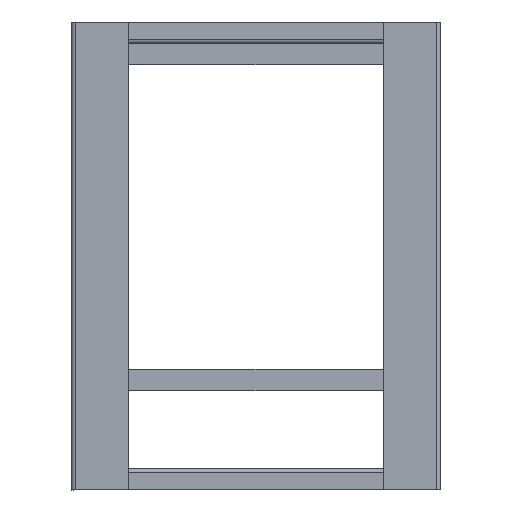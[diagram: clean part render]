
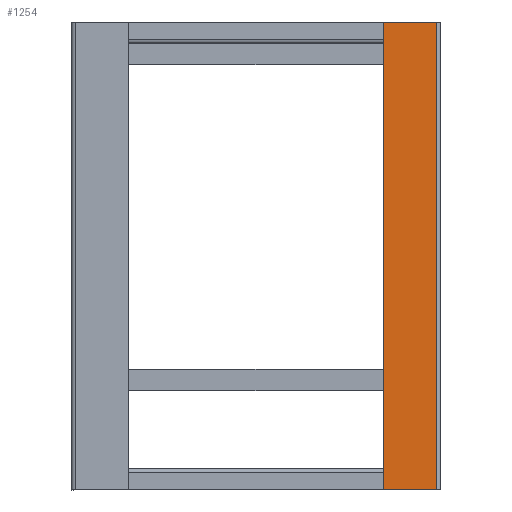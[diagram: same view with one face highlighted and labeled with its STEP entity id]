
A CAD part, front view. The second image highlights one B-rep face of the part: STEP entity #1254.
In plain terms, the highlighted planar face has unit normal (0, -1, 0).
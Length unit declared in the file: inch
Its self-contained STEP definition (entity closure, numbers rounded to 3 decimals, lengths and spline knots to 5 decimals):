
#177=LINE('',#2106,#309);
#179=LINE('',#2110,#311);
#180=LINE('',#2112,#312);
#181=LINE('',#2113,#313);
#309=VECTOR('',#1745,39.37008);
#311=VECTOR('',#1749,39.37008);
#312=VECTOR('',#1750,39.37008);
#313=VECTOR('',#1751,39.37008);
#378=PLANE('',#1438);
#472=FACE_OUTER_BOUND('',#568,.T.);
#568=EDGE_LOOP('',(#1131,#1132,#1133,#1134));
#695=VERTEX_POINT('',#2103);
#696=VERTEX_POINT('',#2105);
#697=VERTEX_POINT('',#2109);
#698=VERTEX_POINT('',#2111);
#841=EDGE_CURVE('',#695,#696,#177,.T.);
#843=EDGE_CURVE('',#695,#697,#179,.T.);
#844=EDGE_CURVE('',#698,#697,#180,.T.);
#845=EDGE_CURVE('',#696,#698,#181,.T.);
#1131=ORIENTED_EDGE('',*,*,#841,.F.);
#1132=ORIENTED_EDGE('',*,*,#843,.T.);
#1133=ORIENTED_EDGE('',*,*,#844,.F.);
#1134=ORIENTED_EDGE('',*,*,#845,.F.);
#1254=ADVANCED_FACE('',(#472),#378,.T.);
#1438=AXIS2_PLACEMENT_3D('',#2108,#1747,#1748);
#1745=DIRECTION('',(0.,0.,-1.));
#1747=DIRECTION('center_axis',(0.,-1.,0.));
#1748=DIRECTION('ref_axis',(0.,0.,-1.));
#1749=DIRECTION('',(-1.,0.,0.));
#1750=DIRECTION('',(0.,0.,1.));
#1751=DIRECTION('',(-1.,0.,0.));
#2103=CARTESIAN_POINT('',(33.,-0.125,-0.25));
#2105=CARTESIAN_POINT('',(33.,-0.125,-4.));
#2106=CARTESIAN_POINT('',(33.,-0.125,0.));
#2108=CARTESIAN_POINT('Origin',(0.,-0.125,0.));
#2109=CARTESIAN_POINT('',(0.,-0.125,-0.25));
#2110=CARTESIAN_POINT('',(33.,-0.125,-0.25));
#2111=CARTESIAN_POINT('',(0.,-0.125,-4.));
#2112=CARTESIAN_POINT('',(0.,-0.125,0.));
#2113=CARTESIAN_POINT('',(0.,-0.125,-4.));
